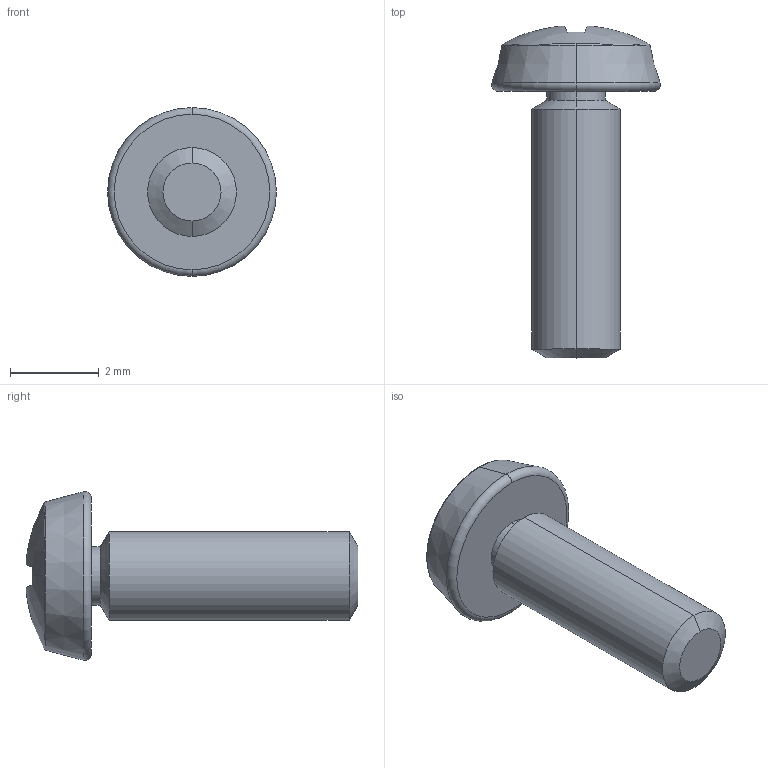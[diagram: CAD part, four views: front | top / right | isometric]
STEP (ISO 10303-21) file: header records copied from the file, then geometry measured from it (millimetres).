
FILE_DESCRIPTION (( 'STEP AP214' ), '1' );
FILE_NAME ('Screw_Phillips_Pan_Head_M2x6.step', '2020-10-19T11:51:58+00:00', 'Stefan Hamminga', '', '', '', '');
FILE_SCHEMA (( 'AUTOMOTIVE_DESIGN' ));
Length unit declared in the file: millimetre
Products named in the file (1): Screw_Phillips_Pan_Head_M2x6
Bounding box: 3.8 x 7.47 x 3.8 mm (x, y, z)
Volume: 29.5 mm3; surface area: 76.2 mm2
Topology: 1 solids, 1 shells, 27 faces, 70 edges, 46 vertices
Faces by surface type: plane 7, cone 6, cylinder 4, torus 4, bspline 4, sphere 2
Entity records: 1431 total; most frequent: CARTESIAN_POINT 420, DIRECTION 150, ORIENTED_EDGE 140, EDGE_CURVE 70, AXIS2_PLACEMENT_3D 60, VERTEX_POINT 46, CIRCLE 36, LINE 30
